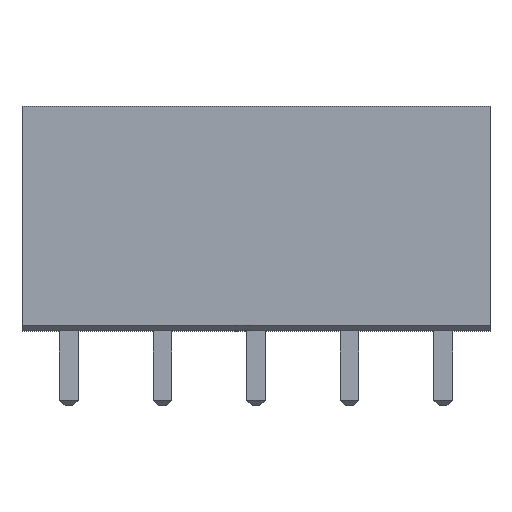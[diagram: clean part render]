
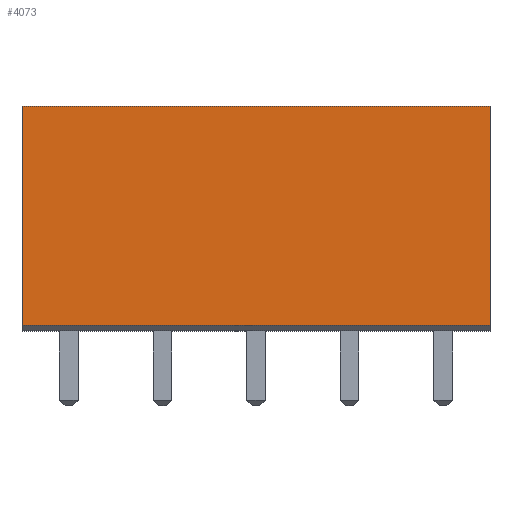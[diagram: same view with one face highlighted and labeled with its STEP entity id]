
A CAD part, top view. The second image highlights one B-rep face of the part: STEP entity #4073.
In plain terms, the highlighted planar face has unit normal (0, 0, 1).
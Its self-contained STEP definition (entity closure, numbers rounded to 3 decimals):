
#203 = DIRECTION ( 'NONE',  ( 0., -1., 0. ) ) ;
#204 = CARTESIAN_POINT ( 'NONE',  ( -12.5, 12., 4.235 ) ) ;
#385 = DIRECTION ( 'NONE',  ( 1., 0., 0. ) ) ;
#413 = CARTESIAN_POINT ( 'NONE',  ( 12.5, 12., 4.235 ) ) ;
#418 = DIRECTION ( 'NONE',  ( 0., -1., 0. ) ) ;
#482 = CARTESIAN_POINT ( 'NONE',  ( 12.5, 12., 4.235 ) ) ;
#798 = DIRECTION ( 'NONE',  ( 1., 0., 0. ) ) ;
#808 = CARTESIAN_POINT ( 'NONE',  ( 12.5, 0.3, 4.235 ) ) ;
#1846 = ORIENTED_EDGE ( 'NONE', *, *, #2726, .T. ) ;
#1850 = ORIENTED_EDGE ( 'NONE', *, *, #2808, .F. ) ;
#1883 = ORIENTED_EDGE ( 'NONE', *, *, #2799, .F. ) ;
#2265 = ORIENTED_EDGE ( 'NONE', *, *, #3091, .T. ) ;
#2726 = EDGE_CURVE ( 'NONE', #5652, #5721, #4929, .T. ) ;
#2799 = EDGE_CURVE ( 'NONE', #5702, #5800, #5107, .T. ) ;
#2808 = EDGE_CURVE ( 'NONE', #5800, #5721, #5045, .T. ) ;
#2830 = AXIS2_PLACEMENT_3D ( 'NONE', #4603, #4719, #4720 ) ;
#3091 = EDGE_CURVE ( 'NONE', #5702, #5652, #4889, .T. ) ;
#3661 = FACE_OUTER_BOUND ( 'NONE', #5428, .T. ) ;
#4073 = ADVANCED_FACE ( 'NONE', ( #3661 ), #4701, .F. ) ;
#4243 = CARTESIAN_POINT ( 'NONE',  ( -12.5, 12., 4.235 ) ) ;
#4495 = CARTESIAN_POINT ( 'NONE',  ( 12.5, 0.3, 4.235 ) ) ;
#4603 = CARTESIAN_POINT ( 'NONE',  ( 12.5, 12., 4.235 ) ) ;
#4627 = CARTESIAN_POINT ( 'NONE',  ( -12.5, 0.3, 4.235 ) ) ;
#4701 = PLANE ( 'NONE',  #2830 ) ;
#4719 = DIRECTION ( 'NONE',  ( 0., 0., -1. ) ) ;
#4720 = DIRECTION ( 'NONE',  ( -1., 0., 0. ) ) ;
#4824 = VECTOR ( 'NONE', #203, 1000. ) ;
#4889 = LINE ( 'NONE', #204, #4824 ) ;
#4929 = LINE ( 'NONE', #808, #4934 ) ;
#4934 = VECTOR ( 'NONE', #798, 1000. ) ;
#5029 = VECTOR ( 'NONE', #418, 1000. ) ;
#5045 = LINE ( 'NONE', #413, #5029 ) ;
#5107 = LINE ( 'NONE', #482, #5126 ) ;
#5126 = VECTOR ( 'NONE', #385, 1000. ) ;
#5428 = EDGE_LOOP ( 'NONE', ( #2265, #1846, #1850, #1883 ) ) ;
#5652 = VERTEX_POINT ( 'NONE', #4627 ) ;
#5702 = VERTEX_POINT ( 'NONE', #4243 ) ;
#5721 = VERTEX_POINT ( 'NONE', #4495 ) ;
#5800 = VERTEX_POINT ( 'NONE', #6122 ) ;
#6122 = CARTESIAN_POINT ( 'NONE',  ( 12.5, 12., 4.235 ) ) ;
